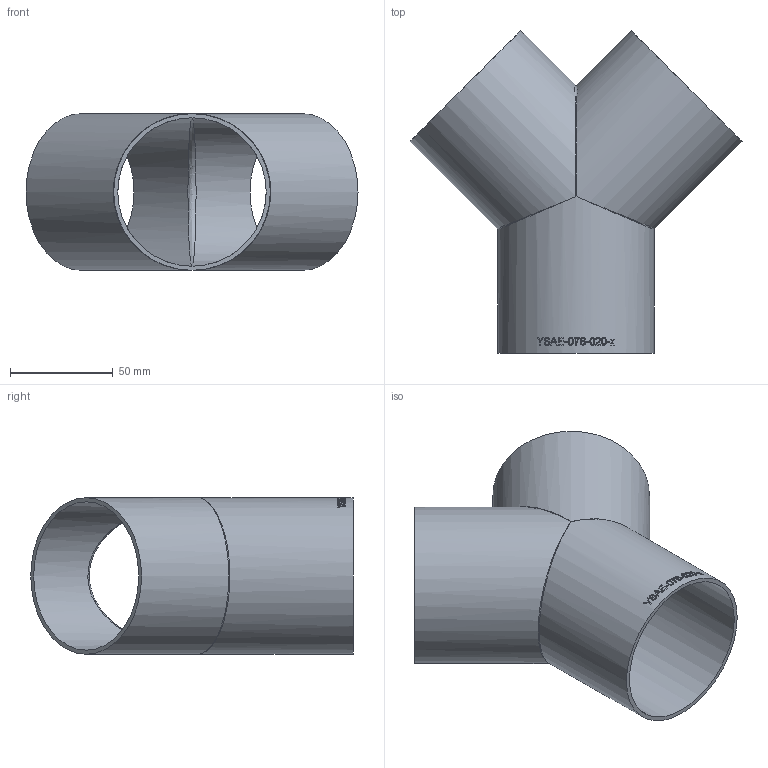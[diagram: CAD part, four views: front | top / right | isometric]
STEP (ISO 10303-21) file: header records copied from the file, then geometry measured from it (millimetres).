
FILE_DESCRIPTION (( 'STEP AP214' ), '1' );
FILE_NAME ('YSAE-076-020-x Y-Stück 2005.STEP', '2020-05-27T08:18:44', ( '' ), ( '' ), 'SwSTEP 2.0', 'SolidWorks 2019', '' );
FILE_SCHEMA (( 'AUTOMOTIVE_DESIGN' ));
Length unit declared in the file: millimetre
Products named in the file (1): YSAE-076-020-x Y-Stück 2005
Bounding box: 161.29 x 156.65 x 76.1 mm (x, y, z)
Volume: 85968.2 mm3; surface area: 87381.2 mm2
Topology: 1 solids, 1 shells, 181 faces, 484 edges, 310 vertices
Faces by surface type: bspline 104, plane 51, cylinder 26
Full cylindrical faces by diameter (mm): 72.1 x3, 76.1 x3
Entity records: 21587 total; most frequent: CARTESIAN_POINT 16340, ORIENTED_EDGE 912, EDGE_CURVE 456, DIRECTION 355, B_SPLINE_CURVE_WITH_KNOTS 311, VERTEX_POINT 302, EDGE_LOOP 208, FACE_OUTER_BOUND 186
